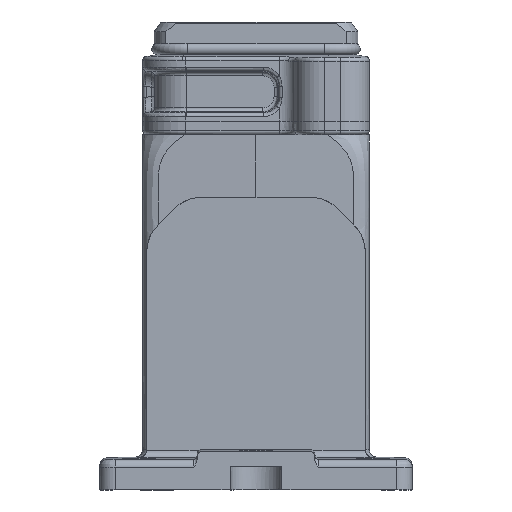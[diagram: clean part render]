
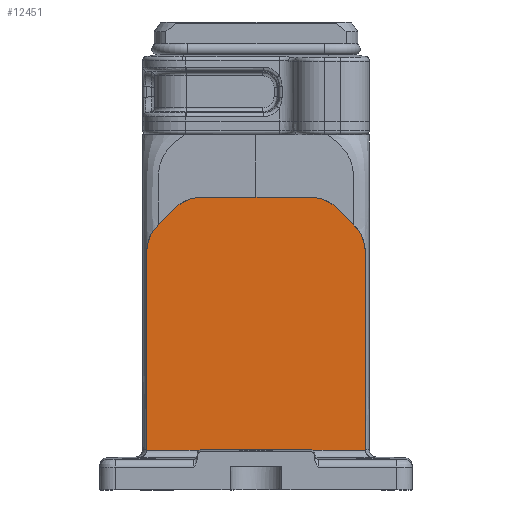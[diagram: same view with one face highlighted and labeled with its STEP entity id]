
A CAD part, left-side view. The second image highlights one B-rep face of the part: STEP entity #12451.
In plain terms, the highlighted planar face has unit normal (-1, 0, 0).
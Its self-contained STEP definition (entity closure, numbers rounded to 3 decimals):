
#519=B_SPLINE_CURVE_WITH_KNOTS('',3,(#43315,#43316,#43317,#43318),
 .UNSPECIFIED.,.F.,.F.,(4,4),(0.,1.),.UNSPECIFIED.);
#524=B_SPLINE_CURVE_WITH_KNOTS('',3,(#43455,#43456,#43457,#43458),
 .UNSPECIFIED.,.F.,.F.,(4,4),(0.,1.),.UNSPECIFIED.);
#525=B_SPLINE_CURVE_WITH_KNOTS('',3,(#43462,#43463,#43464,#43465),
 .UNSPECIFIED.,.F.,.F.,(4,4),(0.,1.),.UNSPECIFIED.);
#2039=LINE('',#41095,#3548);
#2044=LINE('',#41413,#3553);
#2047=LINE('',#41421,#3556);
#2054=LINE('',#41444,#3563);
#2154=LINE('',#43290,#3663);
#2156=LINE('',#43325,#3665);
#2168=LINE('',#43453,#3677);
#2169=LINE('',#43460,#3678);
#3548=VECTOR('',#30724,1.);
#3553=VECTOR('',#30733,1.);
#3556=VECTOR('',#30742,1.);
#3563=VECTOR('',#30757,1.);
#3663=VECTOR('',#31087,1.);
#3665=VECTOR('',#31093,1.);
#3677=VECTOR('',#31133,1.);
#3678=VECTOR('',#31136,1.);
#4208=PLANE('',#26497);
#5100=FACE_OUTER_BOUND('',#14183,.T.);
#12451=ADVANCED_FACE('',(#5100),#4208,.F.);
#14183=EDGE_LOOP('',(#18989,#18990,#18991,#18992,#18993,#18994,#18995,#18996,
#18997,#18998,#18999,#19000,#19001,#19002,#19003,#19004));
#18989=ORIENTED_EDGE('',*,*,#23272,.F.);
#18990=ORIENTED_EDGE('',*,*,#23273,.F.);
#18991=ORIENTED_EDGE('',*,*,#23274,.F.);
#18992=ORIENTED_EDGE('',*,*,#23275,.F.);
#18993=ORIENTED_EDGE('',*,*,#23027,.T.);
#18994=ORIENTED_EDGE('',*,*,#23029,.F.);
#18995=ORIENTED_EDGE('',*,*,#23031,.F.);
#18996=ORIENTED_EDGE('',*,*,#23039,.F.);
#18997=ORIENTED_EDGE('',*,*,#23040,.T.);
#18998=ORIENTED_EDGE('',*,*,#23043,.F.);
#18999=ORIENTED_EDGE('',*,*,#23015,.F.);
#19000=ORIENTED_EDGE('',*,*,#23245,.F.);
#19001=ORIENTED_EDGE('',*,*,#23246,.T.);
#19002=ORIENTED_EDGE('',*,*,#23249,.F.);
#19003=ORIENTED_EDGE('',*,*,#23251,.F.);
#19004=ORIENTED_EDGE('',*,*,#23276,.F.);
#20636=VERTEX_POINT('',#41096);
#20637=VERTEX_POINT('',#41097);
#20647=VERTEX_POINT('',#41412);
#20648=VERTEX_POINT('',#41414);
#20649=VERTEX_POINT('',#41418);
#20650=VERTEX_POINT('',#41422);
#20655=VERTEX_POINT('',#41441);
#20656=VERTEX_POINT('',#41445);
#20785=VERTEX_POINT('',#43287);
#20786=VERTEX_POINT('',#43291);
#20787=VERTEX_POINT('',#43314);
#20788=VERTEX_POINT('',#43324);
#20796=VERTEX_POINT('',#43447);
#20799=VERTEX_POINT('',#43452);
#20800=VERTEX_POINT('',#43459);
#20801=VERTEX_POINT('',#43461);
#23015=EDGE_CURVE('',#20636,#20637,#2039,.T.);
#23027=EDGE_CURVE('',#20648,#20647,#2044,.T.);
#23029=EDGE_CURVE('',#20649,#20647,#23780,.T.);
#23031=EDGE_CURVE('',#20650,#20649,#2047,.T.);
#23039=EDGE_CURVE('',#20655,#20650,#23781,.T.);
#23040=EDGE_CURVE('',#20655,#20656,#2054,.T.);
#23043=EDGE_CURVE('',#20637,#20656,#23782,.T.);
#23245=EDGE_CURVE('',#20785,#20636,#23830,.T.);
#23246=EDGE_CURVE('',#20785,#20786,#2154,.T.);
#23249=EDGE_CURVE('',#20787,#20786,#519,.T.);
#23251=EDGE_CURVE('',#20788,#20787,#2156,.T.);
#23272=EDGE_CURVE('',#20799,#20796,#2168,.T.);
#23273=EDGE_CURVE('',#20800,#20799,#524,.T.);
#23274=EDGE_CURVE('',#20801,#20800,#2169,.T.);
#23275=EDGE_CURVE('',#20648,#20801,#525,.T.);
#23276=EDGE_CURVE('',#20796,#20788,#23835,.T.);
#23780=CIRCLE('',#26358,10.);
#23781=CIRCLE('',#26362,10.);
#23782=CIRCLE('',#26365,10.);
#23830=CIRCLE('',#26477,10.);
#23835=CIRCLE('',#26496,1.);
#26358=AXIS2_PLACEMENT_3D('',#41417,#30737,#30738);
#26362=AXIS2_PLACEMENT_3D('',#41442,#30753,#30754);
#26365=AXIS2_PLACEMENT_3D('',#41450,#30762,#30763);
#26477=AXIS2_PLACEMENT_3D('',#43288,#31083,#31084);
#26496=AXIS2_PLACEMENT_3D('',#43466,#31137,#31138);
#26497=AXIS2_PLACEMENT_3D('',#43467,#31139,#31140);
#30724=DIRECTION('',(0.,-0.707,0.707));
#30733=DIRECTION('',(0.,0.,1.));
#30737=DIRECTION('',(1.,0.,0.));
#30738=DIRECTION('',(0.,-0.707,0.707));
#30742=DIRECTION('',(0.,-0.707,-0.707));
#30753=DIRECTION('',(1.,0.,0.));
#30754=DIRECTION('',(0.,0.,1.));
#30757=DIRECTION('',(0.,1.,0.));
#30762=DIRECTION('',(1.,0.,0.));
#30763=DIRECTION('',(0.,0.707,0.707));
#31083=DIRECTION('',(1.,0.,0.));
#31084=DIRECTION('',(0.,1.,0.));
#31087=DIRECTION('',(0.,0.,-1.));
#31093=DIRECTION('',(0.,1.,0.));
#31133=DIRECTION('',(0.,1.,0.));
#31136=DIRECTION('',(0.,1.,0.));
#31137=DIRECTION('',(-1.,0.,0.));
#31138=DIRECTION('',(0.,0.,1.));
#31139=DIRECTION('',(1.,0.,0.));
#31140=DIRECTION('',(0.,-1.,0.));
#41095=CARTESIAN_POINT('',(-79.6,25.071,-23.071));
#41096=CARTESIAN_POINT('',(-79.6,25.071,-23.071));
#41097=CARTESIAN_POINT('',(-79.6,20.929,-18.929));
#41412=CARTESIAN_POINT('',(-79.6,-28.,-30.142));
#41413=CARTESIAN_POINT('',(-79.6,-28.,-80.718));
#41414=CARTESIAN_POINT('',(-79.6,-28.,-80.718));
#41417=CARTESIAN_POINT('',(-79.6,-18.,-30.142));
#41418=CARTESIAN_POINT('',(-79.6,-25.071,-23.071));
#41421=CARTESIAN_POINT('',(-79.6,-20.929,-18.929));
#41422=CARTESIAN_POINT('',(-79.6,-20.929,-18.929));
#41441=CARTESIAN_POINT('',(-79.6,-13.858,-16.));
#41442=CARTESIAN_POINT('',(-79.6,-13.858,-26.));
#41444=CARTESIAN_POINT('',(-79.6,-13.858,-16.));
#41445=CARTESIAN_POINT('',(-79.6,13.858,-16.));
#41450=CARTESIAN_POINT('',(-79.6,13.858,-26.));
#43287=CARTESIAN_POINT('',(-79.6,28.,-30.142));
#43288=CARTESIAN_POINT('',(-79.6,18.,-30.142));
#43290=CARTESIAN_POINT('',(-79.6,28.,-30.142));
#43291=CARTESIAN_POINT('',(-79.6,28.,-80.718));
#43314=CARTESIAN_POINT('',(-79.6,28.,-80.753));
#43315=CARTESIAN_POINT('',(-79.6,28.,-80.753));
#43316=CARTESIAN_POINT('',(-79.6,28.,-80.741));
#43317=CARTESIAN_POINT('',(-79.6,28.,-80.73));
#43318=CARTESIAN_POINT('',(-79.6,28.,-80.718));
#43324=CARTESIAN_POINT('',(-79.6,14.328,-80.753));
#43325=CARTESIAN_POINT('',(-79.6,14.328,-80.753));
#43447=CARTESIAN_POINT('',(-79.6,14.,-80.697));
#43452=CARTESIAN_POINT('',(-79.6,-14.,-80.697));
#43453=CARTESIAN_POINT('',(-79.6,-14.,-80.697));
#43455=CARTESIAN_POINT('',(-79.6,-14.328,-80.753));
#43456=CARTESIAN_POINT('',(-79.6,-14.222,-80.716));
#43457=CARTESIAN_POINT('',(-79.6,-14.11,-80.697));
#43458=CARTESIAN_POINT('',(-79.6,-14.,-80.697));
#43459=CARTESIAN_POINT('',(-79.6,-14.328,-80.753));
#43460=CARTESIAN_POINT('',(-79.6,-28.,-80.753));
#43461=CARTESIAN_POINT('',(-79.6,-28.,-80.753));
#43462=CARTESIAN_POINT('',(-79.6,-28.,-80.718));
#43463=CARTESIAN_POINT('',(-79.6,-28.,-80.73));
#43464=CARTESIAN_POINT('',(-79.6,-28.,-80.741));
#43465=CARTESIAN_POINT('',(-79.6,-28.,-80.753));
#43466=CARTESIAN_POINT('',(-79.6,14.,-81.698));
#43467=CARTESIAN_POINT('',(-79.6,30.8,-12.55));
